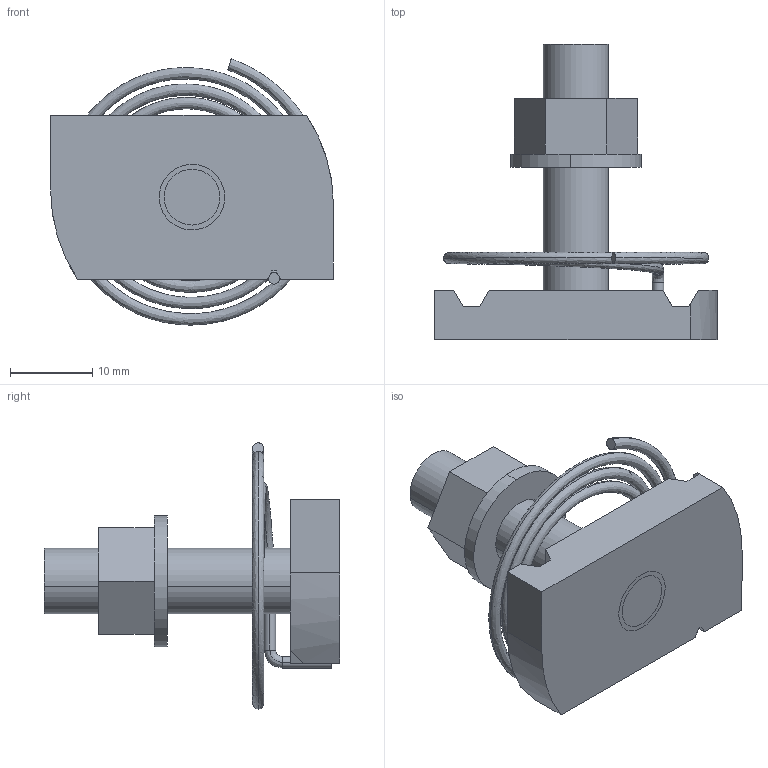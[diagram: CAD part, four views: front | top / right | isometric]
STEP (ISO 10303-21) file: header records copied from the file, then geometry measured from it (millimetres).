
FILE_DESCRIPTION (( 'STEP AP214' ), '1' );
FILE_NAME ('1148376.STP', '2017-12-07T07:26:13', ( '' ), ( '' ), 'SwSTEP 2.0', 'SolidWorks 2016', '' );
FILE_SCHEMA (( 'AUTOMOTIVE_DESIGN' ));
Length unit declared in the file: millimetre
Products named in the file (6): 018945_Washer ISO 7089 - 8; 018944_Hexagon Nut ISO - 4032 - M8 - D - N; P_0000010702_1_M8; P_0000010701_1_M8x30; P_0000010703_1_M8; 1148376
Assembly tree (5 placements, depth 2):
  1148376
    P_0000010703_1_M8
    P_0000010701_1_M8x30
    P_0000010702_1_M8
    018944_Hexagon Nut ISO - 4032 - M8 - D - N
    018945_Washer ISO 7089 - 8
Bounding box: 34.5 x 36 x 32.47 mm (x, y, z)
Volume: 6751.4 mm3; surface area: 5421.3 mm2
Topology: 5 solids, 5 shells, 54 faces, 124 edges, 80 vertices
Faces by surface type: plane 32, cylinder 12, bspline 10
Entity records: 6557 total; most frequent: CARTESIAN_POINT 5116, ORIENTED_EDGE 248, DIRECTION 240, EDGE_CURVE 124, VECTOR 80, VERTEX_POINT 80, AXIS2_PLACEMENT_3D 80, LINE 80
